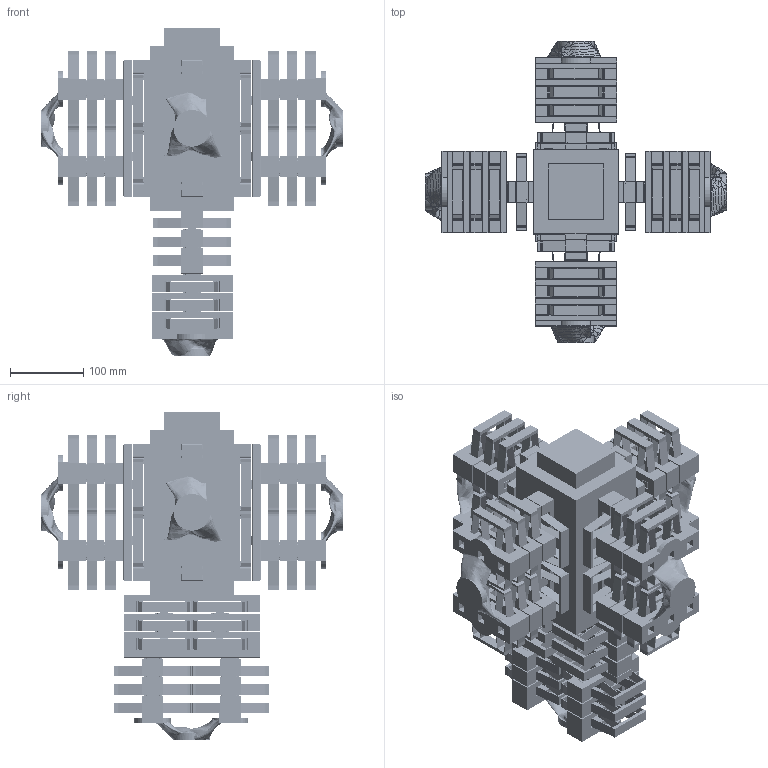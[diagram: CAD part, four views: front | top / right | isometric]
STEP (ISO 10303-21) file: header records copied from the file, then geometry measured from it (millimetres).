
FILE_DESCRIPTION(/* description */ (''),/* implementation_level */ '2;1');
FILE_NAME(/* name */ 'moiton system xyz v24.step',/* time_stamp */ '2024-05-04T12:21:02+10:00',/* author */ (''),/* organization */ (''),/* preprocessor_version */ 'ST-DEVELOPER v20',/* originating_system */ 'Autodesk Translation Framework v12.20.1.177',/* authorisation */ '');
FILE_SCHEMA (('AUTOMOTIVE_DESIGN { 1 0 10303 214 3 1 1 }'));
Products named in the file (32): moiton system xyz; stage; y flex v2; x flex; y flex v2_1; y flex v2_2; y flex v2_3; x flex_1; y flex v2_4; y flex v2_5; y flex v2_6; x flex_2; y flex v2_7; y flex v2_8; y flex v2_9; x flex_3; y flex v2_10; y flex v2_11; x flex_4; x flex_5; x flex_6; flex (1); top (1); y flex v2_12; y flex v2_13; y flex v2_14; flex; top; spacer y male; bild volume; Component14; gen dzign part v4
Assembly tree (84 placements, depth 3):
  moiton system xyz
    stage
    y flex v2
      flex
      top
    x flex
      flex (1)
      top (1)
    spacer y male  x5
    y flex v2_1
      flex
      top
    y flex v2_2
      flex
      top
    top  x5
    y flex v2_3
      flex
      top
    x flex_1
      flex (1)
      top (1)
    y flex v2_4
      flex
      top
    y flex v2_5
      flex
      top
    y flex v2_6
      flex
      top
    x flex_2
      flex (1)
      top (1)
    y flex v2_7
      flex
      top
    y flex v2_8
      flex
      top
    y flex v2_9
      flex
      top
    x flex_3
      flex (1)
      top (1)
    y flex v2_10
      flex
      top
    y flex v2_11
      flex
      top
    x flex_4
      flex (1)
      top (1)
    x flex_5
      flex (1)
      top (1)
    x flex_6
      flex (1)
Bounding box: 412.17 x 412.17 x 448.87 mm (x, y, z)
Volume: 6935823 mm3; surface area: 1884077 mm2
Topology: 81 solids, 81 shells, 11019 faces, 30284 edges, 19552 vertices
Faces by surface type: plane 7825, cylinder 2719, bspline 475
Full cylindrical faces by diameter (mm): 50 x5
Entity records: 53385 total; most frequent: CARTESIAN_POINT 24236, ORIENTED_EDGE 6120, DIRECTION 5593, EDGE_CURVE 3060, LINE 2295, VECTOR 2295, VERTEX_POINT 1968, AXIS2_PLACEMENT_3D 1649
